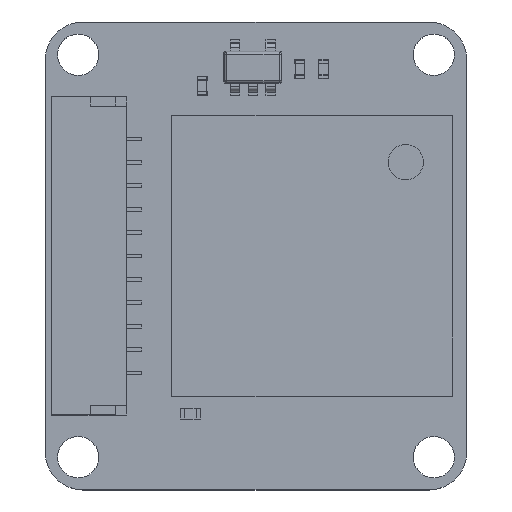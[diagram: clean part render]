
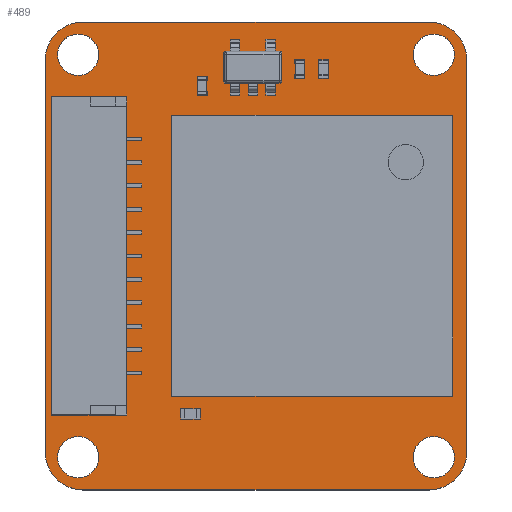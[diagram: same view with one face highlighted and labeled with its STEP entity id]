
A CAD part, top view. The second image highlights one B-rep face of the part: STEP entity #489.
In plain terms, the highlighted planar face has unit normal (0, 0, 1).
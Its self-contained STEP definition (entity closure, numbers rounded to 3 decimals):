
#80 = VERTEX_POINT('',#81);
#81 = CARTESIAN_POINT('',(0.,2.,1.601));
#87 = EDGE_CURVE('',#80,#88,#90,.T.);
#88 = VERTEX_POINT('',#89);
#89 = CARTESIAN_POINT('',(0.,23.,1.601));
#90 = LINE('',#91,#92);
#91 = CARTESIAN_POINT('',(0.,2.,1.601));
#92 = VECTOR('',#93,1.);
#93 = DIRECTION('',(0.,1.,0.));
#118 = EDGE_CURVE('',#88,#119,#121,.T.);
#119 = VERTEX_POINT('',#120);
#120 = CARTESIAN_POINT('',(2.,25.,1.601));
#121 = CIRCLE('',#122,2.);
#122 = AXIS2_PLACEMENT_3D('',#123,#124,#125);
#123 = CARTESIAN_POINT('',(2.,23.,1.601));
#124 = DIRECTION('',(0.,0.,-1.));
#125 = DIRECTION('',(-1.,0.,-0.));
#151 = EDGE_CURVE('',#119,#152,#154,.T.);
#152 = VERTEX_POINT('',#153);
#153 = CARTESIAN_POINT('',(20.5,25.,1.601));
#154 = LINE('',#155,#156);
#155 = CARTESIAN_POINT('',(2.,25.,1.601));
#156 = VECTOR('',#157,1.);
#157 = DIRECTION('',(1.,0.,0.));
#182 = EDGE_CURVE('',#152,#183,#185,.T.);
#183 = VERTEX_POINT('',#184);
#184 = CARTESIAN_POINT('',(22.5,23.,1.601));
#185 = CIRCLE('',#186,2.);
#186 = AXIS2_PLACEMENT_3D('',#187,#188,#189);
#187 = CARTESIAN_POINT('',(20.5,23.,1.601));
#188 = DIRECTION('',(0.,0.,-1.));
#189 = DIRECTION('',(0.,1.,0.));
#215 = EDGE_CURVE('',#183,#216,#218,.T.);
#216 = VERTEX_POINT('',#217);
#217 = CARTESIAN_POINT('',(22.5,2.,1.601));
#218 = LINE('',#219,#220);
#219 = CARTESIAN_POINT('',(22.5,23.,1.601));
#220 = VECTOR('',#221,1.);
#221 = DIRECTION('',(0.,-1.,0.));
#246 = EDGE_CURVE('',#216,#247,#249,.T.);
#247 = VERTEX_POINT('',#248);
#248 = CARTESIAN_POINT('',(20.5,0.,1.601));
#249 = CIRCLE('',#250,2.);
#250 = AXIS2_PLACEMENT_3D('',#251,#252,#253);
#251 = CARTESIAN_POINT('',(20.5,2.,1.601));
#252 = DIRECTION('',(0.,0.,-1.));
#253 = DIRECTION('',(1.,0.,0.));
#279 = EDGE_CURVE('',#247,#280,#282,.T.);
#280 = VERTEX_POINT('',#281);
#281 = CARTESIAN_POINT('',(2.,0.,1.601));
#282 = LINE('',#283,#284);
#283 = CARTESIAN_POINT('',(20.5,0.,1.601));
#284 = VECTOR('',#285,1.);
#285 = DIRECTION('',(-1.,0.,0.));
#310 = EDGE_CURVE('',#280,#80,#311,.T.);
#311 = CIRCLE('',#312,2.);
#312 = AXIS2_PLACEMENT_3D('',#313,#314,#315);
#313 = CARTESIAN_POINT('',(2.,2.,1.601));
#314 = DIRECTION('',(0.,0.,-1.));
#315 = DIRECTION('',(0.,-1.,-0.));
#336 = VERTEX_POINT('',#337);
#337 = CARTESIAN_POINT('',(2.85,1.75,1.601));
#343 = EDGE_CURVE('',#336,#336,#344,.T.);
#344 = CIRCLE('',#345,1.1);
#345 = AXIS2_PLACEMENT_3D('',#346,#347,#348);
#346 = CARTESIAN_POINT('',(1.75,1.75,1.601));
#347 = DIRECTION('',(0.,0.,1.));
#348 = DIRECTION('',(1.,0.,-0.));
#369 = VERTEX_POINT('',#370);
#370 = CARTESIAN_POINT('',(2.85,23.25,1.601));
#376 = EDGE_CURVE('',#369,#369,#377,.T.);
#377 = CIRCLE('',#378,1.1);
#378 = AXIS2_PLACEMENT_3D('',#379,#380,#381);
#379 = CARTESIAN_POINT('',(1.75,23.25,1.601));
#380 = DIRECTION('',(0.,0.,1.));
#381 = DIRECTION('',(1.,0.,-0.));
#402 = VERTEX_POINT('',#403);
#403 = CARTESIAN_POINT('',(21.85,1.75,1.601));
#409 = EDGE_CURVE('',#402,#402,#410,.T.);
#410 = CIRCLE('',#411,1.1);
#411 = AXIS2_PLACEMENT_3D('',#412,#413,#414);
#412 = CARTESIAN_POINT('',(20.75,1.75,1.601));
#413 = DIRECTION('',(0.,0.,1.));
#414 = DIRECTION('',(1.,0.,-0.));
#435 = VERTEX_POINT('',#436);
#436 = CARTESIAN_POINT('',(21.85,23.25,1.601));
#442 = EDGE_CURVE('',#435,#435,#443,.T.);
#443 = CIRCLE('',#444,1.1);
#444 = AXIS2_PLACEMENT_3D('',#445,#446,#447);
#445 = CARTESIAN_POINT('',(20.75,23.25,1.601));
#446 = DIRECTION('',(0.,0.,1.));
#447 = DIRECTION('',(1.,0.,-0.));
#489 = ADVANCED_FACE('',(#490,#500,#503,#506,#509),#512,.F.);
#490 = FACE_BOUND('',#491,.F.);
#491 = EDGE_LOOP('',(#492,#493,#494,#495,#496,#497,#498,#499));
#492 = ORIENTED_EDGE('',*,*,#87,.T.);
#493 = ORIENTED_EDGE('',*,*,#118,.T.);
#494 = ORIENTED_EDGE('',*,*,#151,.T.);
#495 = ORIENTED_EDGE('',*,*,#182,.T.);
#496 = ORIENTED_EDGE('',*,*,#215,.T.);
#497 = ORIENTED_EDGE('',*,*,#246,.T.);
#498 = ORIENTED_EDGE('',*,*,#279,.T.);
#499 = ORIENTED_EDGE('',*,*,#310,.T.);
#500 = FACE_BOUND('',#501,.F.);
#501 = EDGE_LOOP('',(#502));
#502 = ORIENTED_EDGE('',*,*,#343,.T.);
#503 = FACE_BOUND('',#504,.F.);
#504 = EDGE_LOOP('',(#505));
#505 = ORIENTED_EDGE('',*,*,#376,.T.);
#506 = FACE_BOUND('',#507,.F.);
#507 = EDGE_LOOP('',(#508));
#508 = ORIENTED_EDGE('',*,*,#409,.T.);
#509 = FACE_BOUND('',#510,.F.);
#510 = EDGE_LOOP('',(#511));
#511 = ORIENTED_EDGE('',*,*,#442,.T.);
#512 = PLANE('',#513);
#513 = AXIS2_PLACEMENT_3D('',#514,#515,#516);
#514 = CARTESIAN_POINT('',(11.25,12.5,1.601));
#515 = DIRECTION('',(-0.,-0.,-1.));
#516 = DIRECTION('',(-1.,0.,0.));
